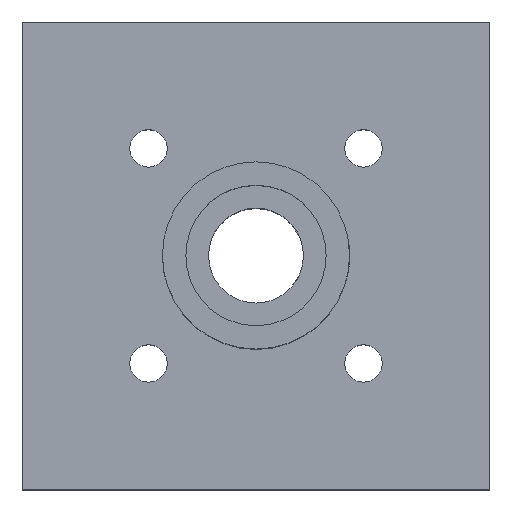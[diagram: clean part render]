
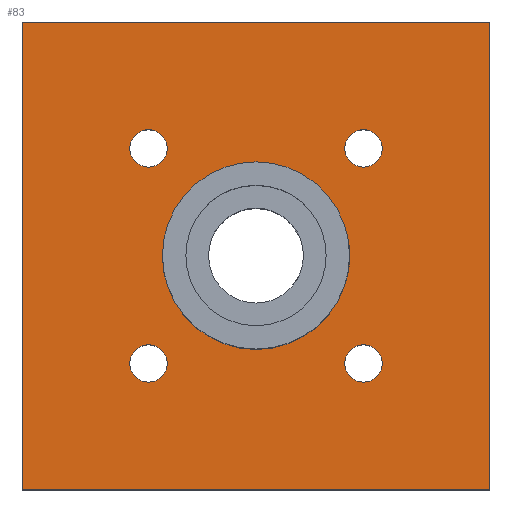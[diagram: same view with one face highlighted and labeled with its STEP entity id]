
A CAD part, top view. The second image highlights one B-rep face of the part: STEP entity #83.
In plain terms, the highlighted planar face has unit normal (0, 0, 1).
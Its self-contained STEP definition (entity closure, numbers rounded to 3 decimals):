
#3 = AXIS2_PLACEMENT_3D ( 'NONE', #30, #332, #719 ) ;
#12 = EDGE_LOOP ( 'NONE', ( #749, #858, #377, #286 ) ) ;
#13 = DIRECTION ( 'NONE',  ( 0., 0., 1. ) ) ;
#14 = ORIENTED_EDGE ( 'NONE', *, *, #468, .F. ) ;
#26 = CARTESIAN_POINT ( 'NONE',  ( -9.192, 9.192, 8. ) ) ;
#30 = CARTESIAN_POINT ( 'NONE',  ( 0., 0., 8. ) ) ;
#32 = LINE ( 'NONE', #40, #626 ) ;
#35 = DIRECTION ( 'NONE',  ( -1., 0., 0. ) ) ;
#37 = CARTESIAN_POINT ( 'NONE',  ( 10.792, -9.192, 8. ) ) ;
#40 = CARTESIAN_POINT ( 'NONE',  ( -20., 20., 8. ) ) ;
#46 = CIRCLE ( 'NONE', #299, 8. ) ;
#56 = DIRECTION ( 'NONE',  ( -1., 0., 0. ) ) ;
#83 = ADVANCED_FACE ( 'NONE', ( #495, #417, #796, #578, #677, #470 ), #110, .F. ) ;
#84 = AXIS2_PLACEMENT_3D ( 'NONE', #906, #1002, #56 ) ;
#89 = CARTESIAN_POINT ( 'NONE',  ( -7.592, -9.192, 8. ) ) ;
#91 = LINE ( 'NONE', #652, #265 ) ;
#109 = AXIS2_PLACEMENT_3D ( 'NONE', #26, #891, #408 ) ;
#110 = PLANE ( 'NONE',  #3 ) ;
#113 = CIRCLE ( 'NONE', #721, 1.6 ) ;
#118 = EDGE_LOOP ( 'NONE', ( #14, #900 ) ) ;
#119 = VERTEX_POINT ( 'NONE', #37 ) ;
#127 = CIRCLE ( 'NONE', #482, 1.6 ) ;
#132 = VERTEX_POINT ( 'NONE', #845 ) ;
#134 = EDGE_LOOP ( 'NONE', ( #633, #727 ) ) ;
#136 = VERTEX_POINT ( 'NONE', #369 ) ;
#142 = DIRECTION ( 'NONE',  ( 0., 0., 1. ) ) ;
#147 = EDGE_LOOP ( 'NONE', ( #231, #893 ) ) ;
#149 = DIRECTION ( 'NONE',  ( -1., 0., 0. ) ) ;
#174 = VERTEX_POINT ( 'NONE', #272 ) ;
#179 = DIRECTION ( 'NONE',  ( 0., 0., 1. ) ) ;
#182 = DIRECTION ( 'NONE',  ( -1., 0., 0. ) ) ;
#183 = CARTESIAN_POINT ( 'NONE',  ( 9.192, -9.192, 8. ) ) ;
#231 = ORIENTED_EDGE ( 'NONE', *, *, #457, .F. ) ;
#233 = ORIENTED_EDGE ( 'NONE', *, *, #609, .F. ) ;
#239 = CIRCLE ( 'NONE', #763, 8. ) ;
#243 = AXIS2_PLACEMENT_3D ( 'NONE', #829, #994, #923 ) ;
#246 = VERTEX_POINT ( 'NONE', #384 ) ;
#255 = CARTESIAN_POINT ( 'NONE',  ( 20., -20., 8. ) ) ;
#265 = VECTOR ( 'NONE', #182, 1000. ) ;
#271 = CARTESIAN_POINT ( 'NONE',  ( -10.792, -9.192, 8. ) ) ;
#272 = CARTESIAN_POINT ( 'NONE',  ( 10.792, 9.192, 8. ) ) ;
#274 = DIRECTION ( 'NONE',  ( 1., 0., 0. ) ) ;
#286 = ORIENTED_EDGE ( 'NONE', *, *, #881, .F. ) ;
#299 = AXIS2_PLACEMENT_3D ( 'NONE', #499, #13, #959 ) ;
#308 = ORIENTED_EDGE ( 'NONE', *, *, #527, .F. ) ;
#331 = VERTEX_POINT ( 'NONE', #975 ) ;
#332 = DIRECTION ( 'NONE',  ( 0., 0., -1. ) ) ;
#340 = EDGE_CURVE ( 'NONE', #476, #136, #239, .T. ) ;
#346 = CARTESIAN_POINT ( 'NONE',  ( -20., -20., 8. ) ) ;
#356 = CARTESIAN_POINT ( 'NONE',  ( -9.192, -9.192, 8. ) ) ;
#359 = CIRCLE ( 'NONE', #653, 1.6 ) ;
#360 = DIRECTION ( 'NONE',  ( 0., -1., 0. ) ) ;
#369 = CARTESIAN_POINT ( 'NONE',  ( -8., 0., 8. ) ) ;
#373 = CIRCLE ( 'NONE', #109, 1.6 ) ;
#377 = ORIENTED_EDGE ( 'NONE', *, *, #396, .F. ) ;
#382 = EDGE_CURVE ( 'NONE', #136, #476, #46, .T. ) ;
#384 = CARTESIAN_POINT ( 'NONE',  ( 7.592, -9.192, 8. ) ) ;
#389 = DIRECTION ( 'NONE',  ( 0., 0., 1. ) ) ;
#396 = EDGE_CURVE ( 'NONE', #409, #916, #91, .T. ) ;
#399 = EDGE_CURVE ( 'NONE', #916, #809, #447, .T. ) ;
#408 = DIRECTION ( 'NONE',  ( -1., 0., 0. ) ) ;
#409 = VERTEX_POINT ( 'NONE', #255 ) ;
#415 = LINE ( 'NONE', #501, #1012 ) ;
#417 = FACE_BOUND ( 'NONE', #147, .T. ) ;
#441 = EDGE_CURVE ( 'NONE', #331, #886, #616, .T. ) ;
#447 = LINE ( 'NONE', #567, #481 ) ;
#451 = EDGE_LOOP ( 'NONE', ( #233, #308 ) ) ;
#457 = EDGE_CURVE ( 'NONE', #119, #246, #860, .T. ) ;
#468 = EDGE_CURVE ( 'NONE', #174, #643, #127, .T. ) ;
#470 = FACE_OUTER_BOUND ( 'NONE', #12, .T. ) ;
#476 = VERTEX_POINT ( 'NONE', #1010 ) ;
#481 = VECTOR ( 'NONE', #819, 1000. ) ;
#482 = AXIS2_PLACEMENT_3D ( 'NONE', #790, #389, #872 ) ;
#495 = FACE_BOUND ( 'NONE', #134, .T. ) ;
#499 = CARTESIAN_POINT ( 'NONE',  ( 0., 0., 8. ) ) ;
#501 = CARTESIAN_POINT ( 'NONE',  ( 20., -20., 8. ) ) ;
#526 = VERTEX_POINT ( 'NONE', #89 ) ;
#527 = EDGE_CURVE ( 'NONE', #743, #526, #113, .T. ) ;
#541 = AXIS2_PLACEMENT_3D ( 'NONE', #183, #815, #824 ) ;
#567 = CARTESIAN_POINT ( 'NONE',  ( -20., -20., 8. ) ) ;
#578 = FACE_BOUND ( 'NONE', #118, .T. ) ;
#609 = EDGE_CURVE ( 'NONE', #526, #743, #806, .T. ) ;
#616 = CIRCLE ( 'NONE', #243, 1.6 ) ;
#626 = VECTOR ( 'NONE', #274, 1000. ) ;
#633 = ORIENTED_EDGE ( 'NONE', *, *, #441, .F. ) ;
#643 = VERTEX_POINT ( 'NONE', #711 ) ;
#647 = EDGE_CURVE ( 'NONE', #886, #331, #373, .T. ) ;
#648 = CARTESIAN_POINT ( 'NONE',  ( -20., 20., 8. ) ) ;
#652 = CARTESIAN_POINT ( 'NONE',  ( -20., -20., 8. ) ) ;
#653 = AXIS2_PLACEMENT_3D ( 'NONE', #950, #776, #149 ) ;
#655 = CARTESIAN_POINT ( 'NONE',  ( -10.792, 9.192, 8. ) ) ;
#677 = FACE_BOUND ( 'NONE', #451, .T. ) ;
#681 = EDGE_CURVE ( 'NONE', #246, #119, #687, .T. ) ;
#684 = DIRECTION ( 'NONE',  ( -1., 0., 0. ) ) ;
#687 = CIRCLE ( 'NONE', #541, 1.6 ) ;
#711 = CARTESIAN_POINT ( 'NONE',  ( 7.592, 9.192, 8. ) ) ;
#719 = DIRECTION ( 'NONE',  ( -1., 0., 0. ) ) ;
#721 = AXIS2_PLACEMENT_3D ( 'NONE', #356, #752, #996 ) ;
#727 = ORIENTED_EDGE ( 'NONE', *, *, #647, .F. ) ;
#735 = EDGE_CURVE ( 'NONE', #643, #174, #359, .T. ) ;
#743 = VERTEX_POINT ( 'NONE', #271 ) ;
#746 = ORIENTED_EDGE ( 'NONE', *, *, #382, .F. ) ;
#749 = ORIENTED_EDGE ( 'NONE', *, *, #929, .F. ) ;
#752 = DIRECTION ( 'NONE',  ( 0., 0., 1. ) ) ;
#763 = AXIS2_PLACEMENT_3D ( 'NONE', #962, #179, #35 ) ;
#776 = DIRECTION ( 'NONE',  ( 0., 0., 1. ) ) ;
#781 = ORIENTED_EDGE ( 'NONE', *, *, #340, .F. ) ;
#790 = CARTESIAN_POINT ( 'NONE',  ( 9.192, 9.192, 8. ) ) ;
#796 = FACE_BOUND ( 'NONE', #808, .T. ) ;
#804 = AXIS2_PLACEMENT_3D ( 'NONE', #932, #142, #684 ) ;
#806 = CIRCLE ( 'NONE', #804, 1.6 ) ;
#808 = EDGE_LOOP ( 'NONE', ( #781, #746 ) ) ;
#809 = VERTEX_POINT ( 'NONE', #648 ) ;
#815 = DIRECTION ( 'NONE',  ( 0., 0., 1. ) ) ;
#819 = DIRECTION ( 'NONE',  ( 0., 1., 0. ) ) ;
#824 = DIRECTION ( 'NONE',  ( -1., 0., 0. ) ) ;
#829 = CARTESIAN_POINT ( 'NONE',  ( -9.192, 9.192, 8. ) ) ;
#845 = CARTESIAN_POINT ( 'NONE',  ( 20., 20., 8. ) ) ;
#858 = ORIENTED_EDGE ( 'NONE', *, *, #399, .F. ) ;
#860 = CIRCLE ( 'NONE', #84, 1.6 ) ;
#872 = DIRECTION ( 'NONE',  ( -1., 0., 0. ) ) ;
#881 = EDGE_CURVE ( 'NONE', #132, #409, #415, .T. ) ;
#886 = VERTEX_POINT ( 'NONE', #655 ) ;
#891 = DIRECTION ( 'NONE',  ( 0., 0., 1. ) ) ;
#893 = ORIENTED_EDGE ( 'NONE', *, *, #681, .F. ) ;
#900 = ORIENTED_EDGE ( 'NONE', *, *, #735, .F. ) ;
#906 = CARTESIAN_POINT ( 'NONE',  ( 9.192, -9.192, 8. ) ) ;
#916 = VERTEX_POINT ( 'NONE', #346 ) ;
#923 = DIRECTION ( 'NONE',  ( -1., 0., 0. ) ) ;
#929 = EDGE_CURVE ( 'NONE', #809, #132, #32, .T. ) ;
#932 = CARTESIAN_POINT ( 'NONE',  ( -9.192, -9.192, 8. ) ) ;
#950 = CARTESIAN_POINT ( 'NONE',  ( 9.192, 9.192, 8. ) ) ;
#959 = DIRECTION ( 'NONE',  ( -1., 0., 0. ) ) ;
#962 = CARTESIAN_POINT ( 'NONE',  ( 0., 0., 8. ) ) ;
#975 = CARTESIAN_POINT ( 'NONE',  ( -7.592, 9.192, 8. ) ) ;
#994 = DIRECTION ( 'NONE',  ( 0., 0., 1. ) ) ;
#996 = DIRECTION ( 'NONE',  ( -1., 0., 0. ) ) ;
#1002 = DIRECTION ( 'NONE',  ( 0., 0., 1. ) ) ;
#1010 = CARTESIAN_POINT ( 'NONE',  ( 8., 0., 8. ) ) ;
#1012 = VECTOR ( 'NONE', #360, 1000. ) ;
